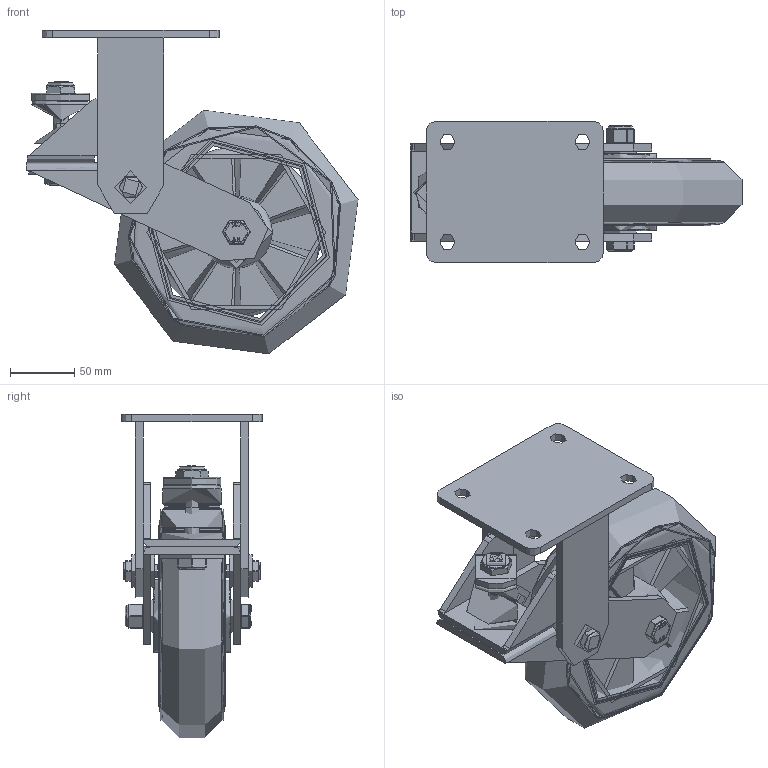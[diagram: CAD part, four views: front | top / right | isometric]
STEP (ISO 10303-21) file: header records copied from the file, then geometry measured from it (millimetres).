
FILE_DESCRIPTION(/* description */ (''),/* implementation_level */ '2;1');
FILE_NAME(/* name */ 'BZKFL200SRERBJSPR.step',/* time_stamp */ '2025-05-29T11:36:27+01:00',/* author */ (''),/* organization */ (''),/* preprocessor_version */ 'ST-DEVELOPER v20.1',/* originating_system */ 'Autodesk Translation Framework v14.10.0.0',/* authorisation */ '');
FILE_SCHEMA (('AUTOMOTIVE_DESIGN { 1 0 10303 214 3 1 1 }'));
Products named in the file (39): BZKFL200SRERBJSPR; BZKFL200ASSPR200 v1; BZKFL200ASSPR200; FABRICATED STEEL BRACKET; FORKS; BOLT; WASHER; Component2; Component1; WASHERS; BOLT2; RUBBER SPRING; SPRING; SPRING TOP; NUT; BZH200WSRERBJM20 v1; 55 SHORE A ELASTIC NATURAL RUBBER TYRE; ALUMINIUM RIM; ALUMINIUM RIM Geometry; BEARING SPACER; BEARING6204; BALL BEARINGS; BEARING6204 (1); BALL BEARINGS (1); Component3; INNER; OUTER; MIDDLE; RUBBER; TH20X2X12 v1; ZINC PLATED HEADED SPACER; TH20X2X12 v1 (1); ZINC PLATED HEADED SPACER (1); HEXBOLTM12X90Z8.8 v2; GRADE 8.8 ZINC PLATED BOLT; NYLOCM12Z14MM v1; NYLOC NUT; NUT (1); RUBBER (1)
Assembly tree (58 placements, depth 5):
  BZKFL200SRERBJSPR
    BZKFL200ASSPR200 v1
      BZKFL200ASSPR200
      FABRICATED STEEL BRACKET
        FORKS
        BOLT
        WASHER
        Component2
        Component1
        BOLT2  x2
        WASHERS
      RUBBER SPRING
        SPRING
        SPRING TOP
        NUT
    BZH200WSRERBJM20 v1
      55 SHORE A ELASTIC NATURAL RUBBER TYRE
      ALUMINIUM RIM
        ALUMINIUM RIM Geometry
        BEARING SPACER
      BEARING6204
        INNER
        OUTER
        BALL BEARINGS
          Component3  x8
        MIDDLE
        RUBBER
      BEARING6204 (1)
        BALL BEARINGS (1)
          Component3  x8
        INNER
        OUTER
        MIDDLE
        RUBBER
    TH20X2X12 v1
      ZINC PLATED HEADED SPACER
    TH20X2X12 v1 (1)
      ZINC PLATED HEADED SPACER (1)
    HEXBOLTM12X90Z8.8 v2
      GRADE 8.8 ZINC PLATED BOLT
    NYLOCM12Z14MM v1
      NYLOC NUT
        NUT (1)
        RUBBER (1)
Bounding box: 258.19 x 110 x 251.68 mm (x, y, z)
Volume: 1308568.2 mm3; surface area: 392098.3 mm2
Topology: 48 solids, 48 shells, 1316 faces, 3308 edges, 2172 vertices
Faces by surface type: plane 517, bspline 385, cylinder 293, sphere 84, torus 24, cone 13
Full cylindrical faces by diameter (mm): 9.836 x16, 10 x36, 11.834 x16, 12 x10, 12.1 x2, 12.2 x2, 14 x2, 15 x2, 17.75 x1, 18.5 x1, 19.8 x2, 20 x4, 21 x1, 24 x1, 25 x6, 27 x2, 28.5 x8, 30.8 x4, 31.3 x4, 40.3 x4, 40.5 x4, 40.8 x4, 42 x11, 45 x1, 47 x4, 50 x1, 56 x1, 56.2 x1, 132 x2, 139 x2
Entity records: 62459 total; most frequent: CARTESIAN_POINT 40651, ORIENTED_EDGE 4566, DIRECTION 3760, EDGE_CURVE 2283, VERTEX_POINT 1503, AXIS2_PLACEMENT_3D 1412, EDGE_LOOP 1100, LINE 936
